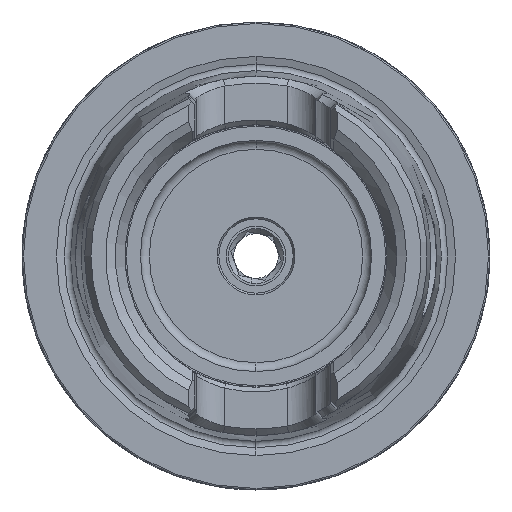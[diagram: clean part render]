
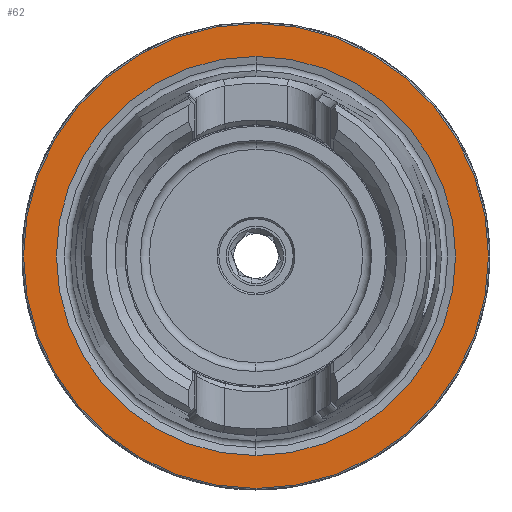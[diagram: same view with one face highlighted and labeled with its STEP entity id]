
A CAD part, left-side view. The second image highlights one B-rep face of the part: STEP entity #62.
In plain terms, the highlighted planar face has unit normal (-1, 0, 0).
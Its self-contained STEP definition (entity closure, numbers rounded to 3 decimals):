
#57 = VERTEX_POINT ( 'NONE', #1307 ) ;
#62 = ADVANCED_FACE ( 'NONE', ( #10667, #8325 ), #6363, .F. ) ;
#95 = DIRECTION ( 'NONE',  ( 0., 0., 1. ) ) ;
#146 = CARTESIAN_POINT ( 'NONE',  ( 0., 0., 0. ) ) ;
#280 = CARTESIAN_POINT ( 'NONE',  ( 0., 0., 0. ) ) ;
#620 = DIRECTION ( 'NONE',  ( 0., 0., 1. ) ) ;
#888 = EDGE_CURVE ( 'NONE', #1156, #4403, #10944, .T. ) ;
#993 = DIRECTION ( 'NONE',  ( 0., 0., 1. ) ) ;
#1156 = VERTEX_POINT ( 'NONE', #7122 ) ;
#1189 = AXIS2_PLACEMENT_3D ( 'NONE', #3703, #9220, #620 ) ;
#1307 = CARTESIAN_POINT ( 'NONE',  ( 0., 0., -26.85 ) ) ;
#2098 = CIRCLE ( 'NONE', #2173, 26.85 ) ;
#2173 = AXIS2_PLACEMENT_3D ( 'NONE', #10425, #5147, #95 ) ;
#2213 = DIRECTION ( 'NONE',  ( -1., 0., 0. ) ) ;
#2648 = EDGE_LOOP ( 'NONE', ( #8334, #10543 ) ) ;
#2653 = AXIS2_PLACEMENT_3D ( 'NONE', #6341, #5376, #10532 ) ;
#3108 = DIRECTION ( 'NONE',  ( 0., 0., 1. ) ) ;
#3350 = AXIS2_PLACEMENT_3D ( 'NONE', #146, #6082, #993 ) ;
#3703 = CARTESIAN_POINT ( 'NONE',  ( 0., 0., 0. ) ) ;
#3856 = EDGE_CURVE ( 'NONE', #57, #5518, #6559, .T. ) ;
#4018 = EDGE_LOOP ( 'NONE', ( #7939, #8219 ) ) ;
#4403 = VERTEX_POINT ( 'NONE', #9787 ) ;
#5147 = DIRECTION ( 'NONE',  ( -1., 0., 0. ) ) ;
#5376 = DIRECTION ( 'NONE',  ( 1., 0., 0. ) ) ;
#5518 = VERTEX_POINT ( 'NONE', #10233 ) ;
#6082 = DIRECTION ( 'NONE',  ( -1., 0., 0. ) ) ;
#6341 = CARTESIAN_POINT ( 'NONE',  ( 0., 31.275, 0. ) ) ;
#6363 = PLANE ( 'NONE',  #2653 ) ;
#6559 = CIRCLE ( 'NONE', #8165, 26.85 ) ;
#7122 = CARTESIAN_POINT ( 'NONE',  ( 0., 0., 31.275 ) ) ;
#7168 = EDGE_CURVE ( 'NONE', #4403, #1156, #9253, .T. ) ;
#7927 = EDGE_CURVE ( 'NONE', #5518, #57, #2098, .T. ) ;
#7939 = ORIENTED_EDGE ( 'NONE', *, *, #888, .T. ) ;
#8165 = AXIS2_PLACEMENT_3D ( 'NONE', #280, #2213, #3108 ) ;
#8219 = ORIENTED_EDGE ( 'NONE', *, *, #7168, .T. ) ;
#8325 = FACE_OUTER_BOUND ( 'NONE', #4018, .T. ) ;
#8334 = ORIENTED_EDGE ( 'NONE', *, *, #7927, .F. ) ;
#9220 = DIRECTION ( 'NONE',  ( -1., 0., 0. ) ) ;
#9253 = CIRCLE ( 'NONE', #3350, 31.275 ) ;
#9787 = CARTESIAN_POINT ( 'NONE',  ( 0., 0., -31.275 ) ) ;
#10233 = CARTESIAN_POINT ( 'NONE',  ( 0., 0., 26.85 ) ) ;
#10425 = CARTESIAN_POINT ( 'NONE',  ( 0., 0., 0. ) ) ;
#10532 = DIRECTION ( 'NONE',  ( 0., 0., -1. ) ) ;
#10543 = ORIENTED_EDGE ( 'NONE', *, *, #3856, .F. ) ;
#10667 = FACE_BOUND ( 'NONE', #2648, .T. ) ;
#10944 = CIRCLE ( 'NONE', #1189, 31.275 ) ;
